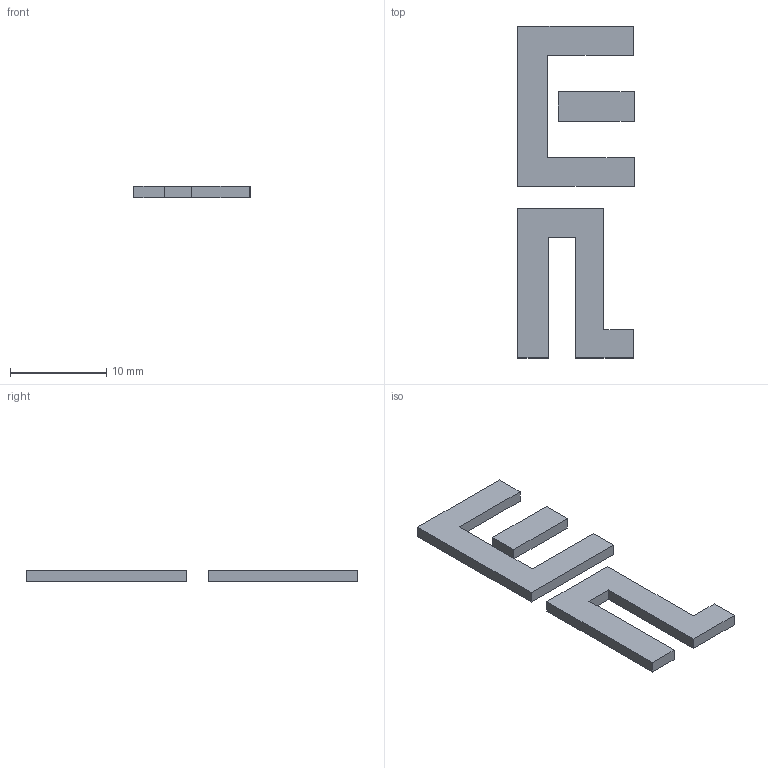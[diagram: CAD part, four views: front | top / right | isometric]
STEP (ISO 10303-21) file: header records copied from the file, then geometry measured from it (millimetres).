
FILE_DESCRIPTION(/* description */ ('','CAx-IF Rec.Pracs.---Representation and Presentation of Product Manufacturing Information (PMI)---4.0---2014-10-13'),/* implementation_level */ '2;1');
FILE_NAME(/* name */ 'PM logo.stp',/* time_stamp */ '2024-06-09T14:49:11+02:00',/* author */ ('mateu'),/* organization */ (''),/* preprocessor_version */ 'ST-DEVELOPER v19.2',/* originating_system */ 'Autodesk Inventor 2024',/* authorisation */ '');
FILE_SCHEMA (('AP242_MANAGED_MODEL_BASED_3D_ENGINEERING_MIM_LF { 1 0 10303 442 1 1 4 }'));
Length unit declared in the file: millimetre
Products named in the file (1): ROBOILO LOGO
Bounding box: 12.1 x 34.52 x 1.2 mm (x, y, z)
Volume: 291.2 mm3; surface area: 698.4 mm2
Topology: 3 solids, 3 shells, 28 faces, 66 edges, 44 vertices
Faces by surface type: plane 28
Entity records: 1030 total; most frequent: CARTESIAN_POINT 201, DIRECTION 150, ORIENTED_EDGE 132, LINE 66, VECTOR 66, EDGE_CURVE 66, VERTEX_POINT 44, AXIS2_PLACEMENT_3D 42
